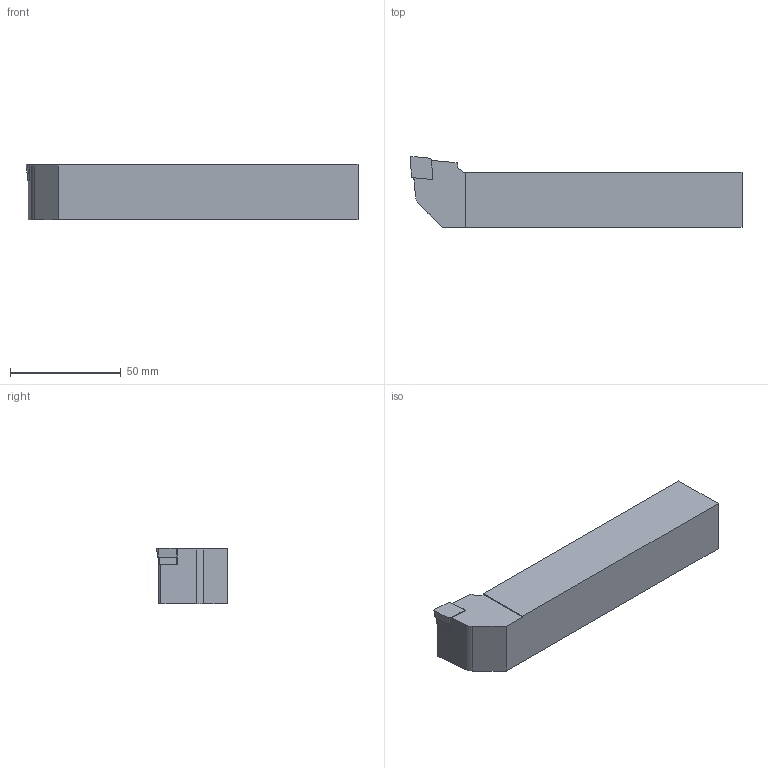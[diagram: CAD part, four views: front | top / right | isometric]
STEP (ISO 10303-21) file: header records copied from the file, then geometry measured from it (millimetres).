
FILE_DESCRIPTION(/* description */ (''),/* implementation_level */ '2;1');
FILE_NAME(/* name */ 'SCLCL-2525-M09.stp',/* time_stamp */ '2023-10-13T18:48:11+03:00',/* author */ (''),/* organization */ (''),/* preprocessor_version */ 'ST-DEVELOPER v19.4',/* originating_system */ 'SIEMENS PLM Software NX2306.3001',/* authorisation */ '');
FILE_SCHEMA (('AUTOMOTIVE_DESIGN { 1 0 10303 214 3 1 1 1 }'));
Length unit declared in the file: millimetre
Products named in the file (1): model1
Bounding box: 150 x 32 x 25 mm (x, y, z)
Volume: 93004.4 mm3; surface area: 16430.6 mm2
Topology: 2 solids, 2 shells, 33 faces, 87 edges, 58 vertices
Faces by surface type: plane 24, cylinder 5, cone 4
Entity records: 1048 total; most frequent: CARTESIAN_POINT 179, ORIENTED_EDGE 174, DIRECTION 173, EDGE_CURVE 87, LINE 69, VECTOR 69, VERTEX_POINT 58, AXIS2_PLACEMENT_3D 52
